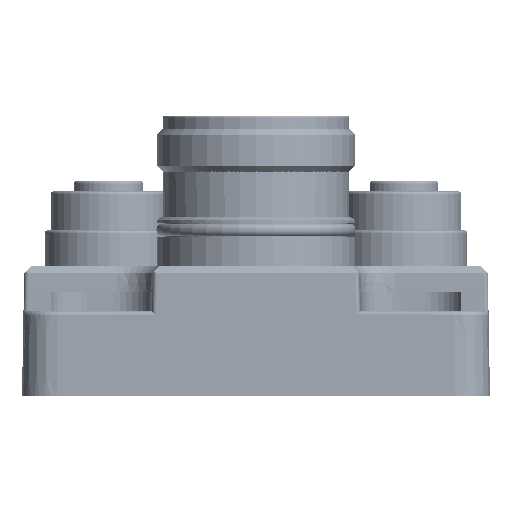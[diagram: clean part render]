
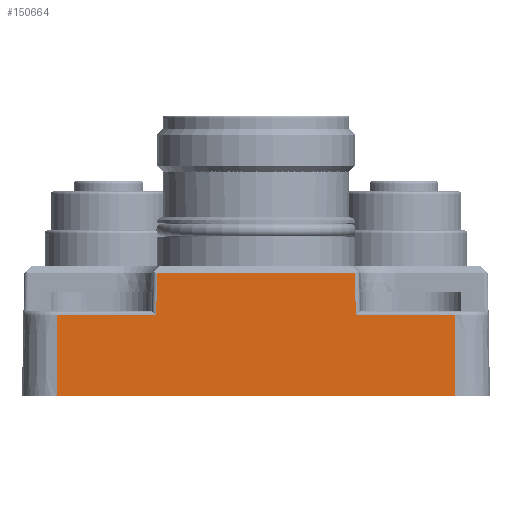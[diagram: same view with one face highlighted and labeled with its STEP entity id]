
A CAD part, left-side view. The second image highlights one B-rep face of the part: STEP entity #150664.
In plain terms, the highlighted planar face has unit normal (-1, 0, 0.018).
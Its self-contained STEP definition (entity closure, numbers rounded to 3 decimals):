
#2336=DIRECTION('',(0.,-1.,0.));
#2337=VECTOR('',#2336,46.);
#2338=CARTESIAN_POINT('',(-76.,23.,2.));
#2339=LINE('',#2338,#2337);
#2454=DIRECTION('',(0.,1.,0.));
#2455=VECTOR('',#2454,11.491);
#2456=CARTESIAN_POINT('',(-75.838,11.509,11.309));
#2457=LINE('',#2456,#2455);
#2458=DIRECTION('',(-0.017,0.017,-1.));
#2459=VECTOR('',#2458,4.893);
#2460=CARTESIAN_POINT('',(-75.752,11.423,16.2));
#2461=LINE('',#2460,#2459);
#2462=DIRECTION('',(0.,-1.,0.));
#2463=VECTOR('',#2462,22.847);
#2464=CARTESIAN_POINT('',(-75.752,11.423,16.2));
#2465=LINE('',#2464,#2463);
#2466=DIRECTION('',(0.017,0.017,1.));
#2467=VECTOR('',#2466,4.893);
#2468=CARTESIAN_POINT('',(-75.838,-11.509,
11.309));
#2469=LINE('',#2468,#2467);
#2470=DIRECTION('',(0.,1.,0.));
#2471=VECTOR('',#2470,11.491);
#2472=CARTESIAN_POINT('',(-75.838,-23.,
11.309));
#2473=LINE('',#2472,#2471);
#2474=DIRECTION('',(-0.017,0.,-1.));
#2475=VECTOR('',#2474,9.31);
#2476=CARTESIAN_POINT('',(-75.838,-23.,
11.309));
#2477=LINE('',#2476,#2475);
#2488=DIRECTION('',(-0.017,0.,-1.));
#2489=VECTOR('',#2488,9.31);
#2490=CARTESIAN_POINT('',(-75.838,23.,11.309));
#2491=LINE('',#2490,#2489);
#125542=CARTESIAN_POINT('',(-75.838,23.,11.309));
#125543=VERTEX_POINT('',#125542);
#125546=CARTESIAN_POINT('',(-75.838,11.509,
11.309));
#125547=VERTEX_POINT('',#125546);
#125558=CARTESIAN_POINT('',(-75.838,-23.,11.309));
#125559=VERTEX_POINT('',#125558);
#125564=CARTESIAN_POINT('',(-75.838,-11.509,
11.309));
#125565=VERTEX_POINT('',#125564);
#125568=CARTESIAN_POINT('',(-75.752,-11.423,
16.2));
#125569=VERTEX_POINT('',#125568);
#125596=CARTESIAN_POINT('',(-76.,23.,2.));
#125597=VERTEX_POINT('',#125596);
#125598=CARTESIAN_POINT('',(-76.,-23.,2.));
#125599=VERTEX_POINT('',#125598);
#125602=CARTESIAN_POINT('',(-75.752,11.423,
16.2));
#125603=VERTEX_POINT('',#125602);
#150643=CARTESIAN_POINT('',(-76.,29.129,2.));
#150644=DIRECTION('',(-1.,0.,0.017));
#150645=DIRECTION('',(0.,1.,0.));
#150646=AXIS2_PLACEMENT_3D('',#150643,#150644,#150645);
#150647=PLANE('',#150646);
#150649=ORIENTED_EDGE('',*,*,#150648,.F.);
#150651=ORIENTED_EDGE('',*,*,#150650,.F.);
#150653=ORIENTED_EDGE('',*,*,#150652,.T.);
#150655=ORIENTED_EDGE('',*,*,#150654,.F.);
#150657=ORIENTED_EDGE('',*,*,#150656,.F.);
#150658=ORIENTED_EDGE('',*,*,#150631,.T.);
#150659=ORIENTED_EDGE('',*,*,#150396,.F.);
#150661=ORIENTED_EDGE('',*,*,#150660,.F.);
#150662=EDGE_LOOP('',(#150649,#150651,#150653,#150655,#150657,#150658,#150659,
#150661));
#150663=FACE_OUTER_BOUND('',#150662,.F.);
#150664=ADVANCED_FACE('',(#150663),#150647,.T.);
#150396=EDGE_CURVE('',#125597,#125599,#2339,.T.);
#150631=EDGE_CURVE('',#125559,#125599,#2477,.T.);
#150648=EDGE_CURVE('',#125547,#125543,#2457,.T.);
#150650=EDGE_CURVE('',#125603,#125547,#2461,.T.);
#150652=EDGE_CURVE('',#125603,#125569,#2465,.T.);
#150654=EDGE_CURVE('',#125565,#125569,#2469,.T.);
#150656=EDGE_CURVE('',#125559,#125565,#2473,.T.);
#150660=EDGE_CURVE('',#125543,#125597,#2491,.T.);
